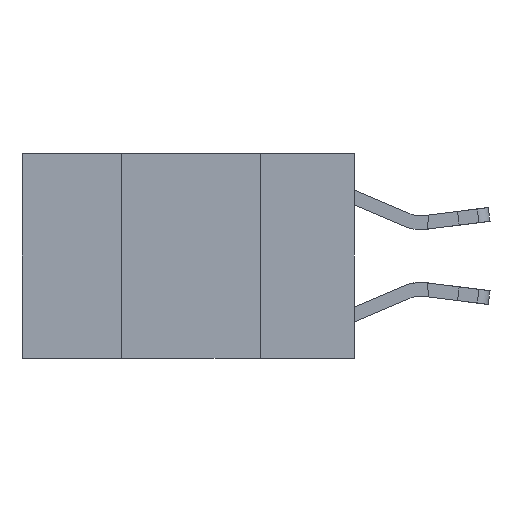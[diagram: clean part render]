
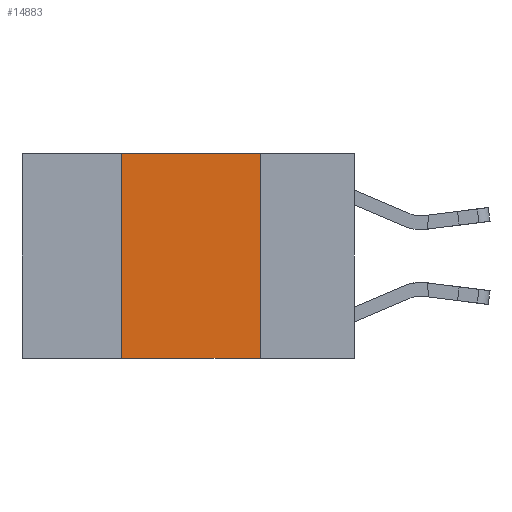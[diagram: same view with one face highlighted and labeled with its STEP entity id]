
A CAD part, left-side view. The second image highlights one B-rep face of the part: STEP entity #14883.
In plain terms, the highlighted planar face has unit normal (-1, 0, 0).
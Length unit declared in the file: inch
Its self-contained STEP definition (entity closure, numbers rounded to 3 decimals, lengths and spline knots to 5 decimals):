
#334 = LINE ( 'NONE', #12109, #21276 ) ;
#842 = CARTESIAN_POINT ( 'NONE',  ( 0., 0.17, 0. ) ) ;
#976 = EDGE_CURVE ( 'NONE', #12211, #7158, #7165, .T. ) ;
#1703 = DIRECTION ( 'NONE',  ( 0., -1., 0. ) ) ;
#2211 = CARTESIAN_POINT ( 'NONE',  ( 0., 0.17, -0.37 ) ) ;
#3494 = EDGE_CURVE ( 'NONE', #7793, #12211, #10847, .T. ) ;
#3748 = AXIS2_PLACEMENT_3D ( 'NONE', #6565, #8300, #13224 ) ;
#4473 = VECTOR ( 'NONE', #1703, 39.37008 ) ;
#5188 = CARTESIAN_POINT ( 'NONE',  ( 0., 0.42, 0. ) ) ;
#6565 = CARTESIAN_POINT ( 'NONE',  ( 0., 0.6, 0. ) ) ;
#7158 = VERTEX_POINT ( 'NONE', #842 ) ;
#7165 = LINE ( 'NONE', #10433, #4473 ) ;
#7793 = VERTEX_POINT ( 'NONE', #9729 ) ;
#8300 = DIRECTION ( 'NONE',  ( 1., 0., 0. ) ) ;
#9096 = CARTESIAN_POINT ( 'NONE',  ( 0., 0.42, 0. ) ) ;
#9729 = CARTESIAN_POINT ( 'NONE',  ( 0., 0.42, -0.37 ) ) ;
#9772 = ORIENTED_EDGE ( 'NONE', *, *, #17532, .T. ) ;
#10433 = CARTESIAN_POINT ( 'NONE',  ( 0., 0.6, 0. ) ) ;
#10847 = LINE ( 'NONE', #9096, #20971 ) ;
#11603 = LINE ( 'NONE', #21268, #16621 ) ;
#11804 = FACE_OUTER_BOUND ( 'NONE', #15165, .T. ) ;
#12109 = CARTESIAN_POINT ( 'NONE',  ( 0., 0.6, -0.37 ) ) ;
#12211 = VERTEX_POINT ( 'NONE', #5188 ) ;
#12221 = DIRECTION ( 'NONE',  ( 0., -1., 0. ) ) ;
#12865 = VERTEX_POINT ( 'NONE', #2211 ) ;
#13224 = DIRECTION ( 'NONE',  ( 0., 0., -1. ) ) ;
#14537 = ORIENTED_EDGE ( 'NONE', *, *, #21492, .F. ) ;
#14883 = ADVANCED_FACE ( 'NONE', ( #11804 ), #16841, .F. ) ;
#15165 = EDGE_LOOP ( 'NONE', ( #14537, #15895, #21559, #9772 ) ) ;
#15895 = ORIENTED_EDGE ( 'NONE', *, *, #976, .F. ) ;
#15913 = DIRECTION ( 'NONE',  ( 0., 0., 1. ) ) ;
#16621 = VECTOR ( 'NONE', #19624, 39.37008 ) ;
#16841 = PLANE ( 'NONE',  #3748 ) ;
#17532 = EDGE_CURVE ( 'NONE', #7793, #12865, #334, .T. ) ;
#19624 = DIRECTION ( 'NONE',  ( 0., 0., -1. ) ) ;
#20971 = VECTOR ( 'NONE', #15913, 39.37008 ) ;
#21268 = CARTESIAN_POINT ( 'NONE',  ( 0., 0.17, 0. ) ) ;
#21276 = VECTOR ( 'NONE', #12221, 39.37008 ) ;
#21492 = EDGE_CURVE ( 'NONE', #7158, #12865, #11603, .T. ) ;
#21559 = ORIENTED_EDGE ( 'NONE', *, *, #3494, .F. ) ;
